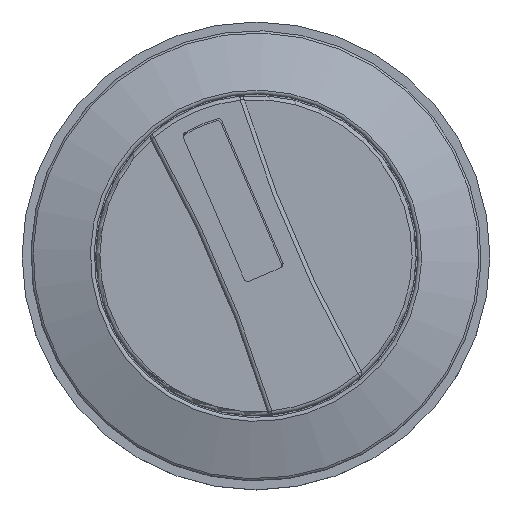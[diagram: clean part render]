
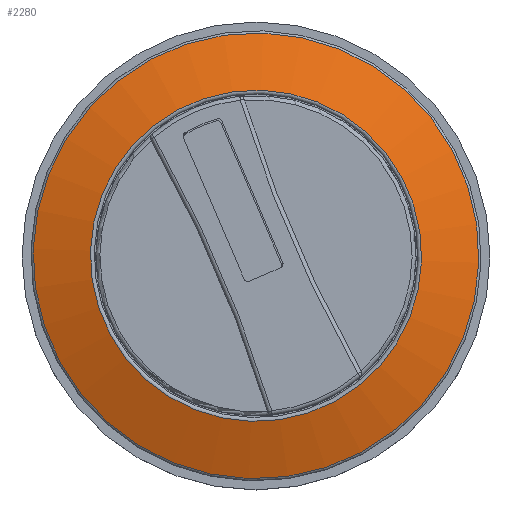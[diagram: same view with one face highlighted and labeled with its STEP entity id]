
A CAD part, top view. The second image highlights one B-rep face of the part: STEP entity #2280.
In plain terms, the highlighted conical face has half-angle 71.267 degrees and reference radius 12.107 mm.
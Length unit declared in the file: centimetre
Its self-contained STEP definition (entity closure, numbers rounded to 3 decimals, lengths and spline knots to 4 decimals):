
#43=CONICAL_SURFACE($,#2490,1.2107,71.267);
#502=FACE_BOUND($,#734,.T.);
#586=FACE_OUTER_BOUND($,#733,.T.);
#733=EDGE_LOOP($,(#1830));
#734=EDGE_LOOP($,(#1831));
#834=CIRCLE($,#2427,1.0265);
#866=CIRCLE($,#2491,1.3814);
#999=VERTEX_POINT($,#3538);
#1079=VERTEX_POINT($,#3813);
#1249=EDGE_CURVE($,#999,#999,#834,.T.);
#1359=EDGE_CURVE($,#1079,#1079,#866,.T.);
#1830=ORIENTED_EDGE($,*,*,#1249,.F.);
#1831=ORIENTED_EDGE($,*,*,#1359,.F.);
#2280=ADVANCED_FACE($,(#586,#502),#43,.T.);
#2427=AXIS2_PLACEMENT_3D($,#3539,#2841,#2842);
#2490=AXIS2_PLACEMENT_3D($,#3812,#3033,#3034);
#2491=AXIS2_PLACEMENT_3D($,#3814,#3035,#3036);
#2841=DIRECTION('center_axis',(0.,0.,
1.));
#2842=DIRECTION('ref_axis',(0.929,-0.371,0.));
#3033=DIRECTION('center_axis',(0.,0.,
-1.));
#3034=DIRECTION('ref_axis',(0.929,-0.371,0.));
#3035=DIRECTION('center_axis',(0.,0.,
-1.));
#3036=DIRECTION('ref_axis',(-0.929,0.371,0.));
#3538=CARTESIAN_POINT('',(-0.4703,0.0581,0.125));
#3539=CARTESIAN_POINT('Origin',(-1.4235,0.4389,0.125));
#3812=CARTESIAN_POINT('Origin',(-1.4235,0.4389,0.0625));
#3813=CARTESIAN_POINT('',(-0.1407,-0.0736,0.0046));
#3814=CARTESIAN_POINT('Origin',(-1.4235,0.4389,0.0046));
